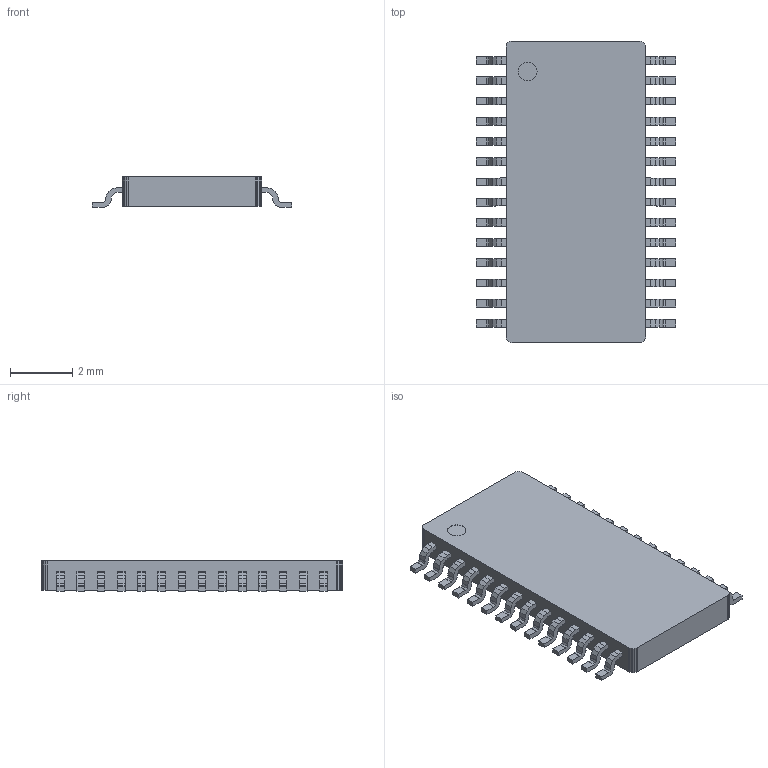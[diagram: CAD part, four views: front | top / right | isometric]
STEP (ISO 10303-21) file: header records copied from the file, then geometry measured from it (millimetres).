
FILE_DESCRIPTION (( 'STEP AP214' ), '1' );
FILE_NAME ('User Library-TSSOP-28_P065.STEP', '2019-06-10T07:43:58', ( '' ), ( '' ), 'SwSTEP 2.0', 'SolidWorks 2019', '' );
FILE_SCHEMA (( 'AUTOMOTIVE_DESIGN' ));
Length unit declared in the file: millimetre
Products named in the file (93): User Library-TSSOP-28_P065_Board3; User Library-TSSOP-28_P065_Cylinder1; User Library-TSSOP-28_P065_PINTSSOP-57; User Library-TSSOP-28_P065_Free-Models3; User Library-TSSOP-28_P065_353885137; User Library-TSSOP-28_P065_455099953; User Library-TSSOP-28_P065_Free-Models2; User Library-TSSOP-28_P065_455332561; User Library-TSSOP-28_P065_Board2; User Library-TSSOP-28_P065_Extruded2; User Library-TSSOP-28_P065_Extruded3; User Library-TSSOP-28_P065
Assembly tree (146 placements, depth 6):
  User Library-TSSOP-28_P065
    User Library-TSSOP-28_P065_Free-Models2
      User Library-TSSOP-28_P065_455332561
        User Library-TSSOP-28_P065_Extruded2
      User Library-TSSOP-28_P065_PINTSSOP-57
        User Library-TSSOP-28_P065_Free-Models3
          User Library-TSSOP-28_P065_353885137
            User Library-TSSOP-28_P065_Extruded3
        User Library-TSSOP-28_P065_Board3
      User Library-TSSOP-28_P065_PINTSSOP-57
        User Library-TSSOP-28_P065_Free-Models3
          User Library-TSSOP-28_P065_353885137
            User Library-TSSOP-28_P065_Extruded3
        User Library-TSSOP-28_P065_Board3
      User Library-TSSOP-28_P065_PINTSSOP-57
        User Library-TSSOP-28_P065_Free-Models3
          User Library-TSSOP-28_P065_353885137
            User Library-TSSOP-28_P065_Extruded3
        User Library-TSSOP-28_P065_Board3
      User Library-TSSOP-28_P065_PINTSSOP-57
        User Library-TSSOP-28_P065_Free-Models3
          User Library-TSSOP-28_P065_353885137
            User Library-TSSOP-28_P065_Extruded3
        User Library-TSSOP-28_P065_Board3
      User Library-TSSOP-28_P065_PINTSSOP-57
        User Library-TSSOP-28_P065_Free-Models3
          User Library-TSSOP-28_P065_353885137
            User Library-TSSOP-28_P065_Extruded3
        User Library-TSSOP-28_P065_Board3
      User Library-TSSOP-28_P065_PINTSSOP-57
        User Library-TSSOP-28_P065_Free-Models3
          User Library-TSSOP-28_P065_353885137
            User Library-TSSOP-28_P065_Extruded3
        User Library-TSSOP-28_P065_Board3
      User Library-TSSOP-28_P065_PINTSSOP-57
        User Library-TSSOP-28_P065_Free-Models3
          User Library-TSSOP-28_P065_353885137
            User Library-TSSOP-28_P065_Extruded3
        User Library-TSSOP-28_P065_Board3
      User Library-TSSOP-28_P065_PINTSSOP-57
        User Library-TSSOP-28_P065_Free-Models3
          User Library-TSSOP-28_P065_353885137
            User Library-TSSOP-28_P065_Extruded3
        User Library-TSSOP-28_P065_Board3
      User Library-TSSOP-28_P065_PINTSSOP-57
        User Library-TSSOP-28_P065_Free-Models3
          User Library-TSSOP-28_P065_353885137
            User Library-TSSOP-28_P065_Extruded3
        User Library-TSSOP-28_P065_Board3
      User Library-TSSOP-28_P065_PINTSSOP-57
        User Library-TSSOP-28_P065_Free-Models3
          User Library-TSSOP-28_P065_353885137
            User Library-TSSOP-28_P065_Extruded3
        User Library-TSSOP-28_P065_Board3
      User Library-TSSOP-28_P065_PINTSSOP-57
        User Library-TSSOP-28_P065_Free-Models3
          User Library-TSSOP-28_P065_353885137
            User Library-TSSOP-28_P065_Extruded3
        User Library-TSSOP-28_P065_Board3
      User Library-TSSOP-28_P065_PINTSSOP-57
Bounding box: 6.4 x 9.7 x 0.99 mm (x, y, z)
Volume: 43 mm3; surface area: 148.7 mm2
Topology: 59 solids, 59 shells, 937 faces, 2457 edges, 1638 vertices
Faces by surface type: plane 935, cylinder 2
Entity records: 5123 total; most frequent: DIRECTION 811, CARTESIAN_POINT 624, ORIENTED_EDGE 378, AXIS2_PLACEMENT_3D 313, PRODUCT_DEFINITION_SHAPE 239, EDGE_CURVE 189, APPLICATION_CONTEXT 186, APPLICATION_PROTOCOL_DEFINITION 186
